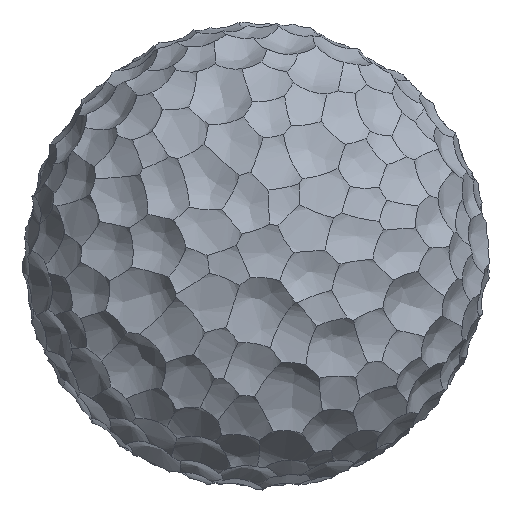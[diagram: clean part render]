
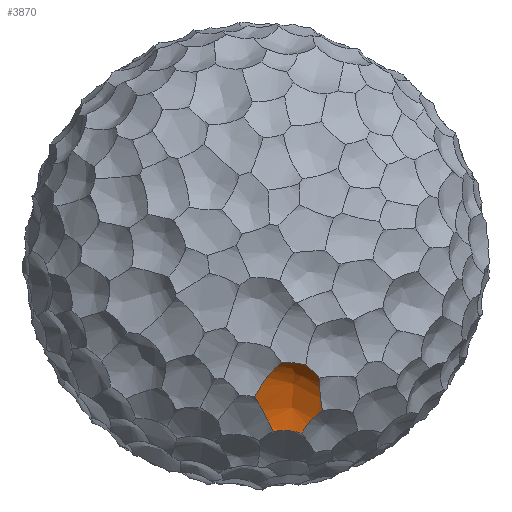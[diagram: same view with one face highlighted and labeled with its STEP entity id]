
A CAD part, top view. The second image highlights one B-rep face of the part: STEP entity #3870.
In plain terms, the highlighted free-form (B-spline) face has degree [2, 2] with [9, 5] control points.
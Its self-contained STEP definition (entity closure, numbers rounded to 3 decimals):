
#259=B_SPLINE_CURVE_WITH_KNOTS('',3,(#17146,#17147,#17148,#17149),
 .UNSPECIFIED.,.F.,.F.,(4,4),(-1.,0.),
 .UNSPECIFIED.);
#260=B_SPLINE_CURVE_WITH_KNOTS('',3,(#17150,#17151,#17152,#17153),
 .UNSPECIFIED.,.F.,.F.,(4,4),(-1.,0.),
 .UNSPECIFIED.);
#261=B_SPLINE_CURVE_WITH_KNOTS('',3,(#17154,#17155,#17156,#17157),
 .UNSPECIFIED.,.F.,.F.,(4,4),(-1.,0.),.UNSPECIFIED.);
#262=B_SPLINE_CURVE_WITH_KNOTS('',3,(#17158,#17159,#17160,#17161),
 .UNSPECIFIED.,.F.,.F.,(4,4),(-0.989,0.),.UNSPECIFIED.);
#263=B_SPLINE_CURVE_WITH_KNOTS('',3,(#17162,#17163,#17164,#17165),
 .UNSPECIFIED.,.F.,.F.,(4,4),(0.,1.),.UNSPECIFIED.);
#264=B_SPLINE_CURVE_WITH_KNOTS('',3,(#17166,#17167,#17168,#17169),
 .UNSPECIFIED.,.F.,.F.,(4,4),(-1.,0.),.UNSPECIFIED.);
#265=B_SPLINE_CURVE_WITH_KNOTS('',3,(#17170,#17171,#17172,#17173),
 .UNSPECIFIED.,.F.,.F.,(4,4),(-1.,0.),
 .UNSPECIFIED.);
#266=B_SPLINE_CURVE_WITH_KNOTS('',3,(#17174,#17175,#17176,#17177),
 .UNSPECIFIED.,.F.,.F.,(4,4),(-1.,0.),.UNSPECIFIED.);
#3870=ADVANCED_FACE('',(#4299),#12753,.T.);
#4299=FACE_OUTER_BOUND('',#4730,.T.);
#4730=EDGE_LOOP('',(#5318,#5319,#5320,#5321,#5322,#5323,#5324,#5325));
#5318=ORIENTED_EDGE('',*,*,#7842,.F.);
#5319=ORIENTED_EDGE('',*,*,#7841,.F.);
#5320=ORIENTED_EDGE('',*,*,#7838,.T.);
#5321=ORIENTED_EDGE('',*,*,#7840,.F.);
#5322=ORIENTED_EDGE('',*,*,#7839,.F.);
#5323=ORIENTED_EDGE('',*,*,#7836,.T.);
#5324=ORIENTED_EDGE('',*,*,#7835,.T.);
#5325=ORIENTED_EDGE('',*,*,#7837,.T.);
#7835=EDGE_CURVE('',#10394,#10395,#259,.T.);
#7836=EDGE_CURVE('',#10396,#10394,#260,.T.);
#7837=EDGE_CURVE('',#10395,#10397,#261,.T.);
#7838=EDGE_CURVE('',#10399,#10398,#262,.T.);
#7839=EDGE_CURVE('',#10396,#10400,#263,.T.);
#7840=EDGE_CURVE('',#10400,#10398,#264,.T.);
#7841=EDGE_CURVE('',#10399,#10401,#265,.T.);
#7842=EDGE_CURVE('',#10401,#10397,#266,.T.);
#10394=VERTEX_POINT('',#17138);
#10395=VERTEX_POINT('',#17139);
#10396=VERTEX_POINT('',#17140);
#10397=VERTEX_POINT('',#17141);
#10398=VERTEX_POINT('',#17142);
#10399=VERTEX_POINT('',#17143);
#10400=VERTEX_POINT('',#17144);
#10401=VERTEX_POINT('',#17145);
#12753=(
BOUNDED_SURFACE()
B_SPLINE_SURFACE(2,2,((#17093,#17094,#17095,#17096,#17097),(#17098,#17099,
#17100,#17101,#17102),(#17103,#17104,#17105,#17106,#17107),(#17108,#17109,
#17110,#17111,#17112),(#17113,#17114,#17115,#17116,#17117),(#17118,#17119,
#17120,#17121,#17122),(#17123,#17124,#17125,#17126,#17127),(#17128,#17129,
#17130,#17131,#17132),(#17133,#17134,#17135,#17136,#17137)),
 .UNSPECIFIED.,.T.,.F.,.F.)
B_SPLINE_SURFACE_WITH_KNOTS((3,2,2,2,3),(3,2,3),(0.,62.745,125.49,
188.235,250.981),(0.,69.882,139.764),
 .UNSPECIFIED.)
GEOMETRIC_REPRESENTATION_ITEM()
RATIONAL_B_SPLINE_SURFACE(((1.,0.707,1.,0.707,1.),
(0.707,0.5,0.707,0.5,0.707),(1.,0.707,
1.,0.707,1.),(0.707,0.5,0.707,0.5,0.707),
(1.,0.707,1.,0.707,1.),(0.707,0.5,0.707,
0.5,0.707),(1.,0.707,1.,0.707,1.),(0.707,
0.5,0.707,0.5,0.707),(1.,0.707,1.,0.707,
1.)))
REPRESENTATION_ITEM('')
SURFACE()
);
#17093=CARTESIAN_POINT('',(194.053,-146.551,235.476));
#17094=CARTESIAN_POINT('',(213.672,-229.872,261.401));
#17095=CARTESIAN_POINT('',(158.564,-242.847,261.401));
#17096=CARTESIAN_POINT('',(103.457,-255.822,261.401));
#17097=CARTESIAN_POINT('',(83.838,-172.502,235.476));
#17098=CARTESIAN_POINT('',(194.053,-146.551,235.476));
#17099=CARTESIAN_POINT('',(209.963,-214.12,315.654));
#17100=CARTESIAN_POINT('',(154.855,-227.095,315.654));
#17101=CARTESIAN_POINT('',(99.748,-240.07,315.654));
#17102=CARTESIAN_POINT('',(83.838,-172.502,235.476));
#17103=CARTESIAN_POINT('',(194.053,-146.551,235.476));
#17104=CARTESIAN_POINT('',(190.344,-130.799,289.729));
#17105=CARTESIAN_POINT('',(135.237,-143.774,289.729));
#17106=CARTESIAN_POINT('',(80.13,-156.75,289.729));
#17107=CARTESIAN_POINT('',(83.838,-172.502,235.476));
#17108=CARTESIAN_POINT('',(194.053,-146.551,235.476));
#17109=CARTESIAN_POINT('',(170.726,-47.479,263.804));
#17110=CARTESIAN_POINT('',(115.619,-60.454,263.804));
#17111=CARTESIAN_POINT('',(60.511,-73.429,263.804));
#17112=CARTESIAN_POINT('',(83.838,-172.502,235.476));
#17113=CARTESIAN_POINT('',(194.053,-146.551,235.476));
#17114=CARTESIAN_POINT('',(174.435,-63.231,209.55));
#17115=CARTESIAN_POINT('',(119.328,-76.206,209.55));
#17116=CARTESIAN_POINT('',(64.22,-89.181,209.55));
#17117=CARTESIAN_POINT('',(83.838,-172.502,235.476));
#17118=CARTESIAN_POINT('',(194.053,-146.551,235.476));
#17119=CARTESIAN_POINT('',(178.144,-78.983,155.297));
#17120=CARTESIAN_POINT('',(123.037,-91.958,155.297));
#17121=CARTESIAN_POINT('',(67.929,-104.934,155.297));
#17122=CARTESIAN_POINT('',(83.838,-172.502,235.476));
#17123=CARTESIAN_POINT('',(194.053,-146.551,235.476));
#17124=CARTESIAN_POINT('',(197.762,-162.303,181.222));
#17125=CARTESIAN_POINT('',(142.655,-175.279,181.222));
#17126=CARTESIAN_POINT('',(87.547,-188.254,181.222));
#17127=CARTESIAN_POINT('',(83.838,-172.502,235.476));
#17128=CARTESIAN_POINT('',(194.053,-146.551,235.476));
#17129=CARTESIAN_POINT('',(217.381,-245.624,207.147));
#17130=CARTESIAN_POINT('',(162.273,-258.599,207.147));
#17131=CARTESIAN_POINT('',(107.166,-271.575,207.147));
#17132=CARTESIAN_POINT('',(83.838,-172.502,235.476));
#17133=CARTESIAN_POINT('',(194.053,-146.551,235.476));
#17134=CARTESIAN_POINT('',(213.672,-229.872,261.401));
#17135=CARTESIAN_POINT('',(158.564,-242.847,261.401));
#17136=CARTESIAN_POINT('',(103.457,-255.822,261.401));
#17137=CARTESIAN_POINT('',(83.838,-172.502,235.476));
#17138=CARTESIAN_POINT('',(119.934,-78.216,204.157));
#17139=CARTESIAN_POINT('',(138.323,-79.607,203.157));
#17140=CARTESIAN_POINT('',(99.541,-103.668,194.261));
#17141=CARTESIAN_POINT('',(148.37,-89.584,195.996));
#17142=CARTESIAN_POINT('',(134.833,-131.15,175.579));
#17143=CARTESIAN_POINT('',(135.1,-131.061,175.594));
#17144=CARTESIAN_POINT('',(113.545,-129.981,179.301));
#17145=CARTESIAN_POINT('',(150.714,-114.228,182.192));
#17146=CARTESIAN_POINT('',(119.934,-78.216,204.157));
#17147=CARTESIAN_POINT('',(126.269,-77.652,202.34));
#17148=CARTESIAN_POINT('',(132.015,-78.149,202.167));
#17149=CARTESIAN_POINT('',(138.323,-79.607,203.157));
#17150=CARTESIAN_POINT('',(99.541,-103.668,194.261));
#17151=CARTESIAN_POINT('',(106.013,-91.875,193.821));
#17152=CARTESIAN_POINT('',(113.428,-83.006,197.539));
#17153=CARTESIAN_POINT('',(119.934,-78.216,204.157));
#17154=CARTESIAN_POINT('',(138.323,-79.607,203.157));
#17155=CARTESIAN_POINT('',(141.093,-82.123,200.067));
#17156=CARTESIAN_POINT('',(144.482,-85.482,197.571));
#17157=CARTESIAN_POINT('',(148.37,-89.584,195.996));
#17158=CARTESIAN_POINT('',(135.1,-131.061,175.594));
#17159=CARTESIAN_POINT('',(135.011,-131.091,175.589));
#17160=CARTESIAN_POINT('',(134.922,-131.121,175.584));
#17161=CARTESIAN_POINT('',(134.833,-131.15,175.579));
#17162=CARTESIAN_POINT('',(99.541,-103.668,194.261));
#17163=CARTESIAN_POINT('',(103.235,-109.178,187.423));
#17164=CARTESIAN_POINT('',(108.291,-118.253,181.868));
#17165=CARTESIAN_POINT('',(113.545,-129.981,179.301));
#17166=CARTESIAN_POINT('',(113.545,-129.981,179.301));
#17167=CARTESIAN_POINT('',(120.782,-128.452,176.484));
#17168=CARTESIAN_POINT('',(127.32,-128.93,175.465));
#17169=CARTESIAN_POINT('',(134.833,-131.15,175.579));
#17170=CARTESIAN_POINT('',(135.1,-131.061,175.594));
#17171=CARTESIAN_POINT('',(139.478,-123.571,176.261));
#17172=CARTESIAN_POINT('',(144.884,-117.782,178.468));
#17173=CARTESIAN_POINT('',(150.714,-114.228,182.192));
#17174=CARTESIAN_POINT('',(150.714,-114.228,182.192));
#17175=CARTESIAN_POINT('',(149.098,-103.7,184.993));
#17176=CARTESIAN_POINT('',(148.419,-95.191,190.016));
#17177=CARTESIAN_POINT('',(148.37,-89.584,195.996));
